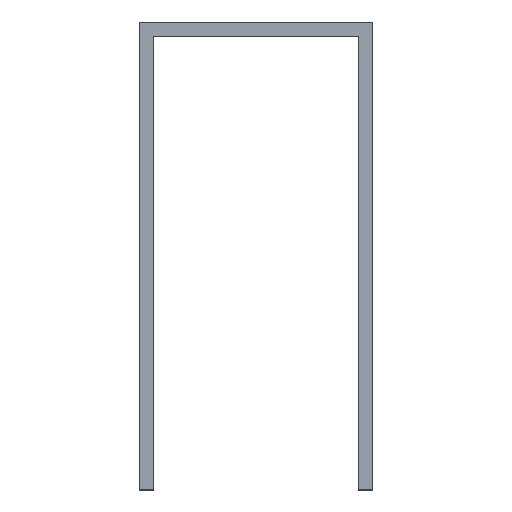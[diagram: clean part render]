
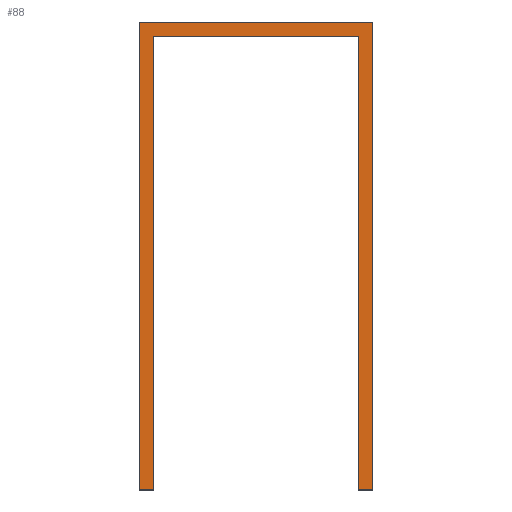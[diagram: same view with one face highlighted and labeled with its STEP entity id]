
A CAD part, top view. The second image highlights one B-rep face of the part: STEP entity #88.
In plain terms, the highlighted planar face has unit normal (0, 0, 1).
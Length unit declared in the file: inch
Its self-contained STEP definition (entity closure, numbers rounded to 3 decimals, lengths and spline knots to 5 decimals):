
#4 = VECTOR ( 'NONE', #3855, 39.37008 ) ;
#88 = ADVANCED_FACE ( 'NONE', ( #2101 ), #6880, .F. ) ;
#270 = EDGE_CURVE ( 'NONE', #3273, #4549, #2899, .T. ) ;
#288 = CARTESIAN_POINT ( 'NONE',  ( 0.66, 0., 0.75 ) ) ;
#402 = VERTEX_POINT ( 'NONE', #2011 ) ;
#581 = ORIENTED_EDGE ( 'NONE', *, *, #5656, .T. ) ;
#635 = DIRECTION ( 'NONE',  ( 1., 0., 0. ) ) ;
#705 = LINE ( 'NONE', #3414, #5890 ) ;
#898 = DIRECTION ( 'NONE',  ( 0., -1., 0. ) ) ;
#967 = VECTOR ( 'NONE', #4427, 39.37008 ) ;
#1416 = CARTESIAN_POINT ( 'NONE',  ( 4.02385, -2.91, 0.75 ) ) ;
#2009 = CARTESIAN_POINT ( 'NONE',  ( 0.75, 0.09, 0.75 ) ) ;
#2011 = CARTESIAN_POINT ( 'NONE',  ( -0.66, -2.91, 0.75 ) ) ;
#2075 = DIRECTION ( 'NONE',  ( 1., 0., 0. ) ) ;
#2101 = FACE_OUTER_BOUND ( 'NONE', #7304, .T. ) ;
#2113 = ORIENTED_EDGE ( 'NONE', *, *, #270, .T. ) ;
#2269 = ORIENTED_EDGE ( 'NONE', *, *, #8019, .T. ) ;
#2295 = CARTESIAN_POINT ( 'NONE',  ( -0.75, 0.09, 0.75 ) ) ;
#2299 = LINE ( 'NONE', #2295, #8173 ) ;
#2423 = VECTOR ( 'NONE', #4093, 39.37008 ) ;
#2491 = LINE ( 'NONE', #4557, #4142 ) ;
#2768 = ORIENTED_EDGE ( 'NONE', *, *, #3108, .F. ) ;
#2779 = VECTOR ( 'NONE', #898, 39.37008 ) ;
#2899 = LINE ( 'NONE', #3216, #4 ) ;
#2922 = DIRECTION ( 'NONE',  ( -1., 0., 0. ) ) ;
#2953 = CARTESIAN_POINT ( 'NONE',  ( 0.75, -2.91, 0.75 ) ) ;
#3108 = EDGE_CURVE ( 'NONE', #402, #3359, #7276, .T. ) ;
#3216 = CARTESIAN_POINT ( 'NONE',  ( 0.66, 0., 0.75 ) ) ;
#3273 = VERTEX_POINT ( 'NONE', #288 ) ;
#3281 = ORIENTED_EDGE ( 'NONE', *, *, #8177, .F. ) ;
#3359 = VERTEX_POINT ( 'NONE', #3694 ) ;
#3414 = CARTESIAN_POINT ( 'NONE',  ( 0.66, 0., 0.75 ) ) ;
#3694 = CARTESIAN_POINT ( 'NONE',  ( -0.75, -2.91, 0.75 ) ) ;
#3788 = CARTESIAN_POINT ( 'NONE',  ( -0.66, 0., 0.75 ) ) ;
#3855 = DIRECTION ( 'NONE',  ( 0., -1., 0. ) ) ;
#4046 = VERTEX_POINT ( 'NONE', #2009 ) ;
#4093 = DIRECTION ( 'NONE',  ( -1., 0., 0. ) ) ;
#4142 = VECTOR ( 'NONE', #635, 39.37008 ) ;
#4159 = CARTESIAN_POINT ( 'NONE',  ( 0.75, 0.09, 0.75 ) ) ;
#4267 = CARTESIAN_POINT ( 'NONE',  ( -0.75, 0.09, 0.75 ) ) ;
#4379 = ORIENTED_EDGE ( 'NONE', *, *, #4639, .F. ) ;
#4427 = DIRECTION ( 'NONE',  ( 0., 1., 0. ) ) ;
#4545 = LINE ( 'NONE', #4159, #2779 ) ;
#4549 = VERTEX_POINT ( 'NONE', #6312 ) ;
#4557 = CARTESIAN_POINT ( 'NONE',  ( -0.75, 0.09, 0.75 ) ) ;
#4584 = EDGE_CURVE ( 'NONE', #402, #7886, #8400, .T. ) ;
#4639 = EDGE_CURVE ( 'NONE', #6698, #4549, #4686, .T. ) ;
#4686 = LINE ( 'NONE', #7766, #5094 ) ;
#4855 = ORIENTED_EDGE ( 'NONE', *, *, #4584, .T. ) ;
#5076 = DIRECTION ( 'NONE',  ( -1., 0., 0. ) ) ;
#5094 = VECTOR ( 'NONE', #5076, 39.37008 ) ;
#5258 = AXIS2_PLACEMENT_3D ( 'NONE', #6912, #7621, #2922 ) ;
#5345 = ORIENTED_EDGE ( 'NONE', *, *, #6904, .F. ) ;
#5614 = DIRECTION ( 'NONE',  ( 0., -1., 0. ) ) ;
#5656 = EDGE_CURVE ( 'NONE', #5743, #3359, #2299, .T. ) ;
#5743 = VERTEX_POINT ( 'NONE', #4267 ) ;
#5890 = VECTOR ( 'NONE', #2075, 39.37008 ) ;
#6312 = CARTESIAN_POINT ( 'NONE',  ( 0.66, -2.91, 0.75 ) ) ;
#6698 = VERTEX_POINT ( 'NONE', #2953 ) ;
#6880 = PLANE ( 'NONE',  #5258 ) ;
#6904 = EDGE_CURVE ( 'NONE', #5743, #4046, #2491, .T. ) ;
#6912 = CARTESIAN_POINT ( 'NONE',  ( -0.75, 0.09, 0.75 ) ) ;
#7133 = CARTESIAN_POINT ( 'NONE',  ( -0.66, 0., 0.75 ) ) ;
#7276 = LINE ( 'NONE', #1416, #2423 ) ;
#7304 = EDGE_LOOP ( 'NONE', ( #2269, #2113, #4379, #3281, #5345, #581, #2768, #4855 ) ) ;
#7621 = DIRECTION ( 'NONE',  ( 0., 0., -1. ) ) ;
#7766 = CARTESIAN_POINT ( 'NONE',  ( 4.02385, -2.91, 0.75 ) ) ;
#7886 = VERTEX_POINT ( 'NONE', #7133 ) ;
#8019 = EDGE_CURVE ( 'NONE', #7886, #3273, #705, .T. ) ;
#8173 = VECTOR ( 'NONE', #5614, 39.37008 ) ;
#8177 = EDGE_CURVE ( 'NONE', #4046, #6698, #4545, .T. ) ;
#8400 = LINE ( 'NONE', #3788, #967 ) ;
